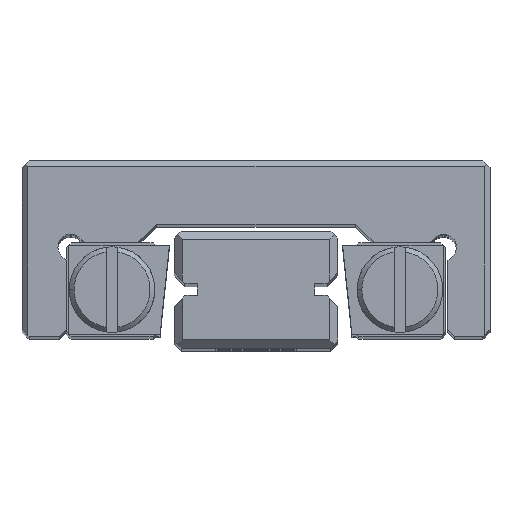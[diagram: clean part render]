
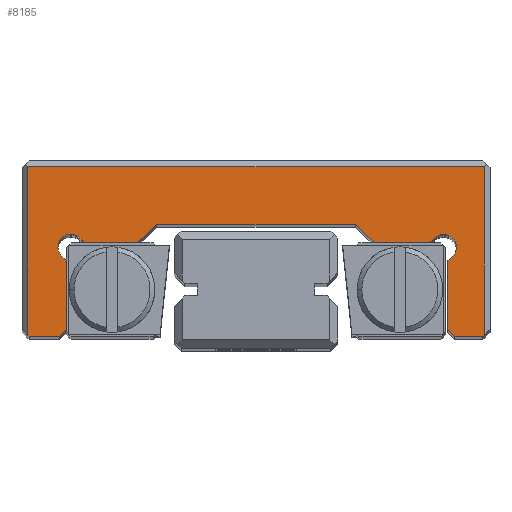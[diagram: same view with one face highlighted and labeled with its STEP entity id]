
A CAD part, top view. The second image highlights one B-rep face of the part: STEP entity #8185.
In plain terms, the highlighted planar face has unit normal (0, 0, 1).
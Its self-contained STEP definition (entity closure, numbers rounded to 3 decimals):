
#7330=PLANE('',#25595);
#8185=ADVANCED_FACE('',(#9274),#7330,.F.);
#9274=FACE_OUTER_BOUND('',#10371,.T.);
#10371=EDGE_LOOP('',(#16501,#16502,#16503,#16504,#16505,#16506,#16507,#16508,
#16509,#16510,#16511,#16512,#16513,#16514,#16515,#16516,#16517,#16518,#16519,
#16520,#16521,#16522,#16523));
#11854=LINE('',#33581,#13699);
#11860=LINE('',#33593,#13705);
#11866=LINE('',#33605,#13711);
#11914=LINE('',#33899,#13759);
#11917=LINE('',#33903,#13762);
#11926=LINE('',#33936,#13771);
#11929=LINE('',#33942,#13774);
#11932=LINE('',#33946,#13777);
#11935=LINE('',#33952,#13780);
#11938=LINE('',#33958,#13783);
#11941=LINE('',#33964,#13786);
#11944=LINE('',#33970,#13789);
#11948=LINE('',#33977,#13793);
#11960=LINE('',#33999,#13805);
#11964=LINE('',#34007,#13809);
#11967=LINE('',#34011,#13812);
#11971=LINE('',#34018,#13816);
#11974=LINE('',#34026,#13819);
#11975=LINE('',#34028,#13820);
#11976=LINE('',#34030,#13821);
#13699=VECTOR('',#27777,1.);
#13705=VECTOR('',#27787,1.);
#13711=VECTOR('',#27797,1.);
#13759=VECTOR('',#28055,1.);
#13762=VECTOR('',#28060,1.);
#13771=VECTOR('',#28097,1.);
#13774=VECTOR('',#28102,1.);
#13777=VECTOR('',#28107,1.);
#13780=VECTOR('',#28112,1.);
#13783=VECTOR('',#28117,1.);
#13786=VECTOR('',#28122,1.);
#13789=VECTOR('',#28127,1.);
#13793=VECTOR('',#28133,1.);
#13805=VECTOR('',#28151,1.);
#13809=VECTOR('',#28157,1.);
#13812=VECTOR('',#28162,1.);
#13816=VECTOR('',#28168,1.);
#13819=VECTOR('',#28181,1.);
#13820=VECTOR('',#28182,1.);
#13821=VECTOR('',#28183,1.);
#16501=ORIENTED_EDGE('',*,*,#23240,.T.);
#16502=ORIENTED_EDGE('',*,*,#23268,.T.);
#16503=ORIENTED_EDGE('',*,*,#23269,.T.);
#16504=ORIENTED_EDGE('',*,*,#23270,.T.);
#16505=ORIENTED_EDGE('',*,*,#23252,.T.);
#16506=ORIENTED_EDGE('',*,*,#23256,.T.);
#16507=ORIENTED_EDGE('',*,*,#23259,.T.);
#16508=ORIENTED_EDGE('',*,*,#23070,.T.);
#16509=ORIENTED_EDGE('',*,*,#23263,.T.);
#16510=ORIENTED_EDGE('',*,*,#23264,.T.);
#16511=ORIENTED_EDGE('',*,*,#22904,.T.);
#16512=ORIENTED_EDGE('',*,*,#23201,.T.);
#16513=ORIENTED_EDGE('',*,*,#23076,.T.);
#16514=ORIENTED_EDGE('',*,*,#23218,.T.);
#16515=ORIENTED_EDGE('',*,*,#23221,.T.);
#16516=ORIENTED_EDGE('',*,*,#23224,.T.);
#16517=ORIENTED_EDGE('',*,*,#23064,.T.);
#16518=ORIENTED_EDGE('',*,*,#23198,.T.);
#16519=ORIENTED_EDGE('',*,*,#23115,.T.);
#16520=ORIENTED_EDGE('',*,*,#23227,.T.);
#16521=ORIENTED_EDGE('',*,*,#23230,.T.);
#16522=ORIENTED_EDGE('',*,*,#23233,.T.);
#16523=ORIENTED_EDGE('',*,*,#23236,.T.);
#21059=VERTEX_POINT('',#33256);
#21060=VERTEX_POINT('',#33257);
#21194=VERTEX_POINT('',#33580);
#21195=VERTEX_POINT('',#33582);
#21198=VERTEX_POINT('',#33592);
#21199=VERTEX_POINT('',#33594);
#21202=VERTEX_POINT('',#33604);
#21203=VERTEX_POINT('',#33606);
#21220=VERTEX_POINT('',#33702);
#21221=VERTEX_POINT('',#33704);
#21281=VERTEX_POINT('',#33935);
#21283=VERTEX_POINT('',#33941);
#21285=VERTEX_POINT('',#33951);
#21287=VERTEX_POINT('',#33957);
#21289=VERTEX_POINT('',#33963);
#21291=VERTEX_POINT('',#33969);
#21293=VERTEX_POINT('',#33976);
#21300=VERTEX_POINT('',#33998);
#21301=VERTEX_POINT('',#34000);
#21303=VERTEX_POINT('',#34006);
#21305=VERTEX_POINT('',#34017);
#21306=VERTEX_POINT('',#34027);
#21307=VERTEX_POINT('',#34029);
#22904=EDGE_CURVE('',#21059,#21060,#24843,.T.);
#23064=EDGE_CURVE('',#21195,#21194,#11854,.T.);
#23070=EDGE_CURVE('',#21199,#21198,#11860,.T.);
#23076=EDGE_CURVE('',#21203,#21202,#11866,.T.);
#23115=EDGE_CURVE('',#21221,#21220,#24914,.T.);
#23198=EDGE_CURVE('',#21194,#21221,#11914,.T.);
#23201=EDGE_CURVE('',#21060,#21203,#11917,.T.);
#23218=EDGE_CURVE('',#21202,#21281,#11926,.T.);
#23221=EDGE_CURVE('',#21281,#21283,#11929,.T.);
#23224=EDGE_CURVE('',#21283,#21195,#11932,.T.);
#23227=EDGE_CURVE('',#21220,#21285,#11935,.T.);
#23230=EDGE_CURVE('',#21285,#21287,#11938,.T.);
#23233=EDGE_CURVE('',#21287,#21289,#11941,.T.);
#23236=EDGE_CURVE('',#21289,#21291,#11944,.T.);
#23240=EDGE_CURVE('',#21291,#21293,#11948,.T.);
#23252=EDGE_CURVE('',#21301,#21300,#11960,.T.);
#23256=EDGE_CURVE('',#21300,#21303,#11964,.T.);
#23259=EDGE_CURVE('',#21303,#21199,#11967,.T.);
#23263=EDGE_CURVE('',#21198,#21305,#11971,.T.);
#23264=EDGE_CURVE('',#21305,#21059,#24971,.T.);
#23268=EDGE_CURVE('',#21293,#21306,#11974,.T.);
#23269=EDGE_CURVE('',#21306,#21307,#11975,.T.);
#23270=EDGE_CURVE('',#21307,#21301,#11976,.T.);
#24843=CIRCLE('',#25371,0.55);
#24914=CIRCLE('',#25481,0.55);
#24971=CIRCLE('',#25591,0.55);
#25371=AXIS2_PLACEMENT_3D('',#33255,#27505,#27506);
#25481=AXIS2_PLACEMENT_3D('',#33703,#27861,#27862);
#25591=AXIS2_PLACEMENT_3D('',#34020,#28171,#28172);
#25595=AXIS2_PLACEMENT_3D('',#34031,#28184,#28185);
#27505=DIRECTION('',(0.,0.,-1.));
#27506=DIRECTION('',(1.,0.,0.));
#27777=DIRECTION('',(1.,0.,0.));
#27787=DIRECTION('',(0.,1.,0.));
#27797=DIRECTION('',(1.,0.,0.));
#27861=DIRECTION('',(0.,0.,-1.));
#27862=DIRECTION('',(-1.,0.,0.));
#28055=DIRECTION('',(0.707,0.707,0.));
#28060=DIRECTION('',(0.707,-0.707,0.));
#28097=DIRECTION('',(0.707,0.707,0.));
#28102=DIRECTION('',(1.,0.,0.));
#28107=DIRECTION('',(0.707,-0.707,0.));
#28112=DIRECTION('',(-0.707,-0.707,0.));
#28117=DIRECTION('',(0.,-1.,0.));
#28122=DIRECTION('',(0.707,-0.707,0.));
#28127=DIRECTION('',(1.,0.,0.));
#28133=DIRECTION('',(0.707,0.707,0.));
#28151=DIRECTION('',(0.707,-0.707,0.));
#28157=DIRECTION('',(1.,0.,0.));
#28162=DIRECTION('',(0.707,0.707,0.));
#28168=DIRECTION('',(-0.707,0.707,0.));
#28171=DIRECTION('',(0.,0.,-1.));
#28172=DIRECTION('',(1.,0.,0.));
#28181=DIRECTION('',(0.,1.,0.));
#28182=DIRECTION('',(-1.,0.,0.));
#28183=DIRECTION('',(0.,-1.,0.));
#28184=DIRECTION('',(0.,0.,-1.));
#28185=DIRECTION('',(-1.,0.,0.));
#33255=CARTESIAN_POINT('',(-7.915,3.815,37.5));
#33256=CARTESIAN_POINT('',(-8.465,3.815,37.5));
#33257=CARTESIAN_POINT('',(-7.526,4.204,37.5));
#33580=CARTESIAN_POINT('',(7.422,4.,37.5));
#33581=CARTESIAN_POINT('',(5.05,4.,37.5));
#33582=CARTESIAN_POINT('',(5.05,4.,37.5));
#33592=CARTESIAN_POINT('',(-8.1,3.222,37.5));
#33593=CARTESIAN_POINT('',(-8.1,0.3,37.5));
#33594=CARTESIAN_POINT('',(-8.1,0.3,37.5));
#33604=CARTESIAN_POINT('',(-5.05,4.,37.5));
#33605=CARTESIAN_POINT('',(-7.322,4.,37.5));
#33606=CARTESIAN_POINT('',(-7.322,4.,37.5));
#33702=CARTESIAN_POINT('',(8.404,3.426,37.5));
#33703=CARTESIAN_POINT('',(8.015,3.815,37.5));
#33704=CARTESIAN_POINT('',(7.626,4.204,37.5));
#33899=CARTESIAN_POINT('',(7.626,4.204,37.5));
#33903=CARTESIAN_POINT('',(-7.526,4.204,37.5));
#33935=CARTESIAN_POINT('',(-4.25,4.8,37.5));
#33936=CARTESIAN_POINT('',(-5.05,4.,37.5));
#33941=CARTESIAN_POINT('',(4.25,4.8,37.5));
#33942=CARTESIAN_POINT('',(-4.25,4.8,37.5));
#33946=CARTESIAN_POINT('',(5.05,4.,37.5));
#33951=CARTESIAN_POINT('',(8.2,3.222,37.5));
#33952=CARTESIAN_POINT('',(8.2,3.222,37.5));
#33957=CARTESIAN_POINT('',(8.2,0.3,37.5));
#33958=CARTESIAN_POINT('',(8.2,0.3,37.5));
#33963=CARTESIAN_POINT('',(8.5,0.,37.5));
#33964=CARTESIAN_POINT('',(8.5,0.,37.5));
#33969=CARTESIAN_POINT('',(9.7,0.,37.5));
#33970=CARTESIAN_POINT('',(8.5,0.,37.5));
#33976=CARTESIAN_POINT('',(9.75,0.05,37.5));
#33977=CARTESIAN_POINT('',(9.7,0.,37.5));
#33998=CARTESIAN_POINT('',(-9.7,0.,37.5));
#33999=CARTESIAN_POINT('',(-10.,0.3,37.5));
#34000=CARTESIAN_POINT('',(-9.75,0.05,37.5));
#34006=CARTESIAN_POINT('',(-8.4,0.,37.5));
#34007=CARTESIAN_POINT('',(-9.7,0.,37.5));
#34011=CARTESIAN_POINT('',(-8.4,0.,37.5));
#34017=CARTESIAN_POINT('',(-8.304,3.426,37.5));
#34018=CARTESIAN_POINT('',(-8.1,3.222,37.5));
#34020=CARTESIAN_POINT('',(-7.915,3.815,37.5));
#34026=CARTESIAN_POINT('',(9.75,3.815,37.5));
#34027=CARTESIAN_POINT('',(9.75,7.25,37.5));
#34028=CARTESIAN_POINT('',(8.015,7.25,37.5));
#34029=CARTESIAN_POINT('',(-9.75,7.25,37.5));
#34030=CARTESIAN_POINT('',(-9.75,3.815,37.5));
#34031=CARTESIAN_POINT('',(8.015,3.815,37.5));
